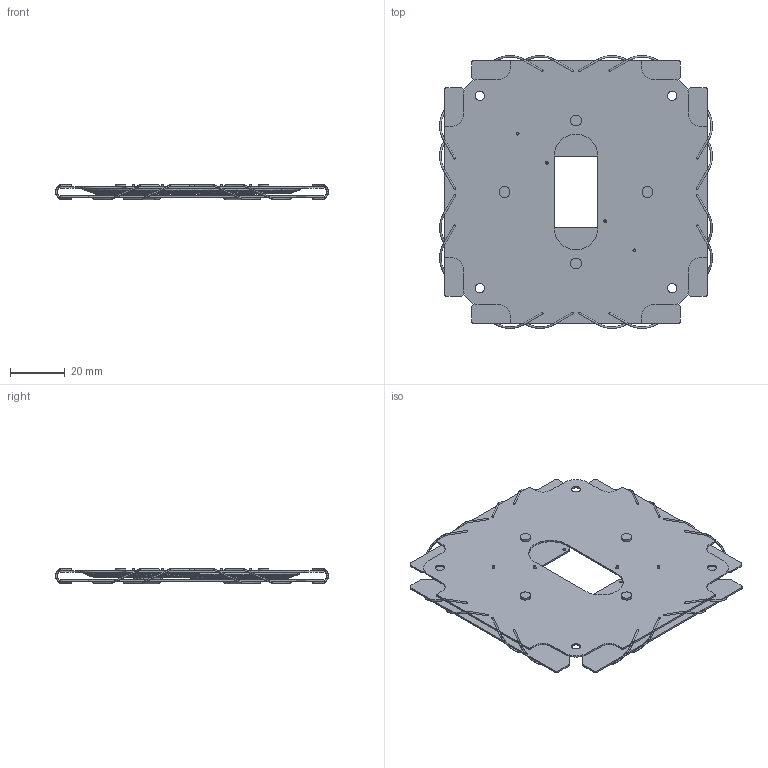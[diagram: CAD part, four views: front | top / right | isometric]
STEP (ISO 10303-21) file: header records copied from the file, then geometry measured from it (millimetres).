
FILE_DESCRIPTION(/* description */ (''),/* implementation_level */ '2;1');
FILE_NAME(/* name */ '-ZPanel.1.0.0.stp',/* time_stamp */ '2018-11-13T13:22:11-08:00',/* author */ ('Bradley'),/* organization */ (''),/* preprocessor_version */ 'ST-DEVELOPER v16.13',/* originating_system */ 'Autodesk Inventor 2018',/* authorisation */ '');
FILE_SCHEMA (('AUTOMOTIVE_DESIGN { 1 0 10303 214 3 1 1 }'));
Length unit declared in the file: millimetre
Products named in the file (14): -ZPanel; -ZPanel_PCB; -ZPanel_AntennaStored; PicoLock--J-4; PicoLock--P-4; U.FL_Male; U.FL_Female; Resistor_TH-15mm; -ZPanel_PCBExtender; -ZPanel_SpringRight; -ZPanel_SpringLeft; SpringContact_5mm; Base; Plunger
Assembly tree (34 placements, depth 3):
  -ZPanel
    -ZPanel_PCB
    -ZPanel_AntennaStored
    PicoLock--J-4
    PicoLock--P-4
    U.FL_Male
    U.FL_Female
    Resistor_TH-15mm  x2
    -ZPanel_PCBExtender  x4
    -ZPanel_SpringLeft  x8
    -ZPanel_SpringRight  x8
    SpringContact_5mm  x4
      Base
      Plunger
Bounding box: 99.23 x 99.23 x 5.8 mm (x, y, z)
Volume: 9819.9 mm3; surface area: 34826.9 mm2
Topology: 36 solids, 36 shells, 1374 faces, 3592 edges, 2300 vertices
Faces by surface type: plane 868, cylinder 397, cone 32, torus 31, sphere 29, bspline 17
Full cylindrical faces by diameter (mm): 0.5 x1, 0.55 x1, 0.559 x33, 0.8 x8, 1 x12, 1.067 x4, 1.092 x4, 1.5 x1, 1.549 x8, 1.6 x5, 1.8 x1, 2 x2, 2.1 x1, 2.6 x1, 3.4 x4, 3.962 x4
Entity records: 38353 total; most frequent: CARTESIAN_POINT 7913, ORIENTED_EDGE 6158, DIRECTION 6121, EDGE_CURVE 3079, LINE 2399, VECTOR 2399, VERTEX_POINT 1989, AXIS2_PLACEMENT_3D 1861
